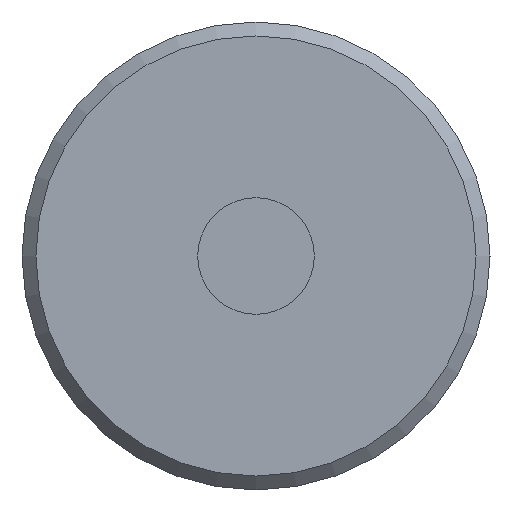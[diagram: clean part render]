
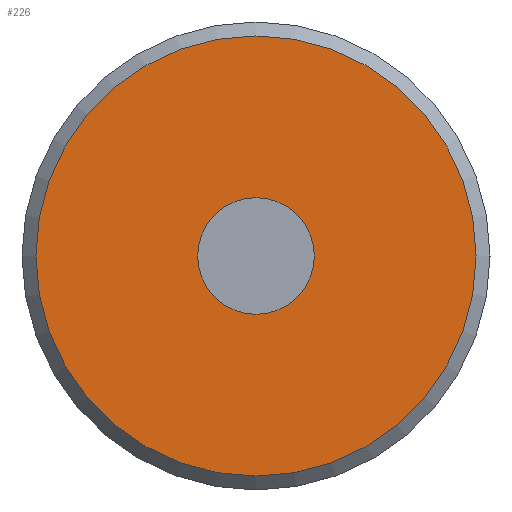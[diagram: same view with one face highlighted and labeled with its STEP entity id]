
A CAD part, left-side view. The second image highlights one B-rep face of the part: STEP entity #226.
In plain terms, the highlighted planar face has unit normal (-1, 0, 0).
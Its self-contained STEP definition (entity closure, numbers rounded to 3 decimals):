
#53=FACE_BOUND($,#84,.T.);
#54=FACE_BOUND($,#85,.T.);
#84=EDGE_LOOP($,(#178));
#85=EDGE_LOOP($,(#179));
#108=CIRCLE($,#263,15.8);
#110=CIRCLE($,#266,4.188);
#127=VERTEX_POINT($,#393);
#129=VERTEX_POINT($,#398);
#146=EDGE_CURVE($,#127,#127,#108,.T.);
#148=EDGE_CURVE($,#129,#129,#110,.T.);
#178=ORIENTED_EDGE($,*,*,#148,.T.);
#179=ORIENTED_EDGE($,*,*,#146,.F.);
#191=PLANE($,#265);
#226=ADVANCED_FACE($,(#53,#54),#191,.T.);
#263=AXIS2_PLACEMENT_3D($,#394,#332,#333);
#265=AXIS2_PLACEMENT_3D($,#397,#336,#337);
#266=AXIS2_PLACEMENT_3D($,#399,#338,#339);
#332=DIRECTION('center_axis',(1.,0.,0.));
#333=DIRECTION('ref_axis',(0.,-1.,0.));
#336=DIRECTION('center_axis',(-1.,0.,0.));
#337=DIRECTION('ref_axis',(0.,0.,1.));
#338=DIRECTION('center_axis',(1.,0.,0.));
#339=DIRECTION('ref_axis',(0.,-1.,0.));
#393=CARTESIAN_POINT('',(-71.294,55.856,0.));
#394=CARTESIAN_POINT('Origin',(-71.294,40.056,0.));
#397=CARTESIAN_POINT('Origin',(-71.294,56.856,0.));
#398=CARTESIAN_POINT('',(-71.294,35.868,0.));
#399=CARTESIAN_POINT('Origin',(-71.294,40.056,0.));
